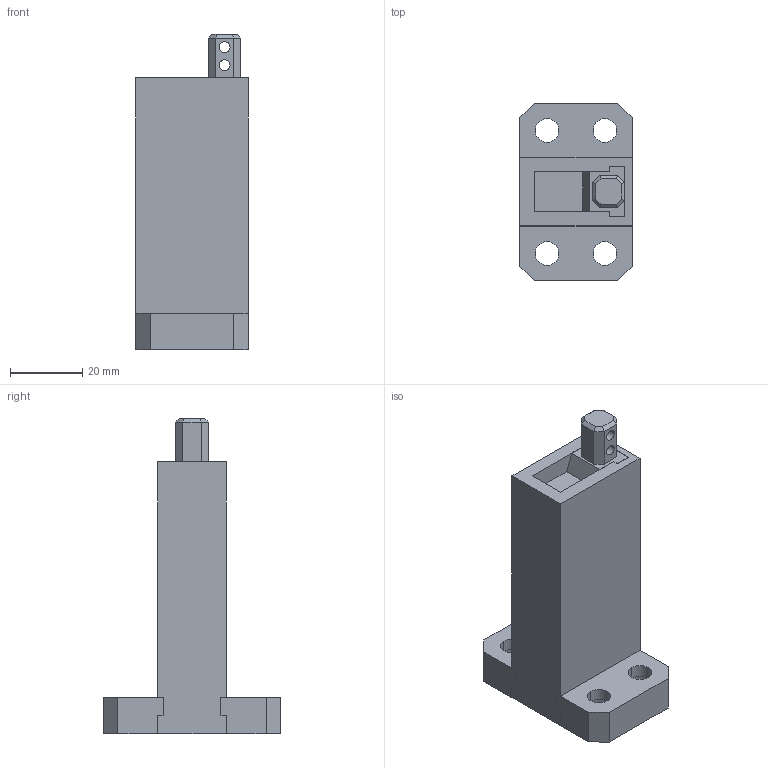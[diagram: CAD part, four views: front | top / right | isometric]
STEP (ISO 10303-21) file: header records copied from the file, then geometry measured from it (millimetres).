
FILE_DESCRIPTION (( 'STEP AP214' ), '1' );
FILE_NAME ('ŠJŽ¦—p_SS02.STEP', '2017-06-23T09:50:49', ( '' ), ( '' ), 'SwSTEP 2.0', 'SolidWorks 2016', '' );
FILE_SCHEMA (( 'AUTOMOTIVE_DESIGN' ));
Length unit declared in the file: millimetre
Products named in the file (5): 開示用_SS02; 開示用_SS02_slidecore; 開示用_SS02_holdcore; 開示用_SS02_holder; 開示用_SS02_keyblock
Assembly tree (4 placements, depth 2):
  開示用_SS02
    開示用_SS02_holder
    開示用_SS02_slidecore
    開示用_SS02_holdcore
    開示用_SS02_keyblock
Bounding box: 31 x 49 x 87 mm (x, y, z)
Volume: 49677.2 mm3; surface area: 18694.1 mm2
Topology: 5 solids, 5 shells, 118 faces, 289 edges, 187 vertices
Faces by surface type: plane 90, cylinder 24, cone 4
Entity records: 4913 total; most frequent: CARTESIAN_POINT 599, DIRECTION 587, ORIENTED_EDGE 574, EDGE_CURVE 287, VECTOR 237, LINE 237, VERTEX_POINT 187, AXIS2_PLACEMENT_3D 175
